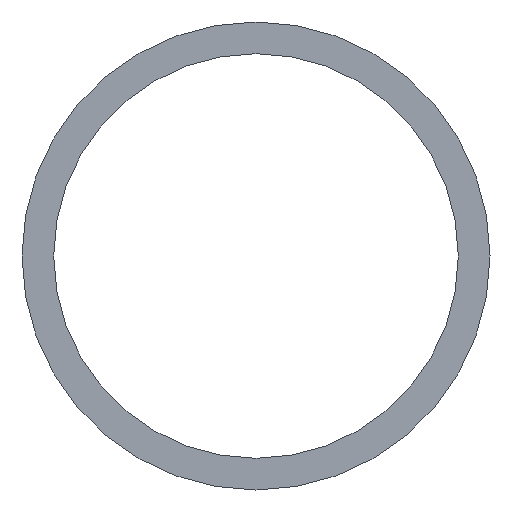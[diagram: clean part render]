
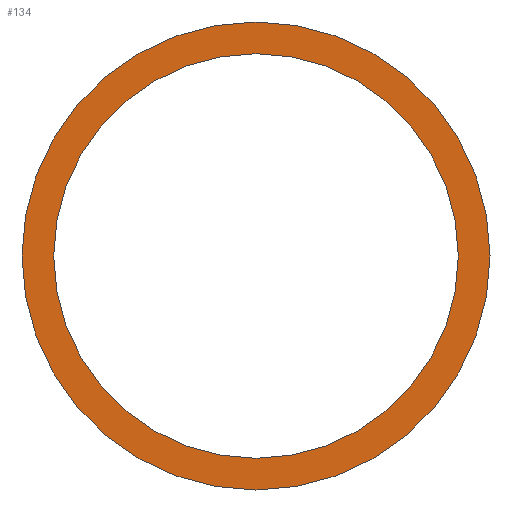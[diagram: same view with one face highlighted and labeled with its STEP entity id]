
A CAD part, left-side view. The second image highlights one B-rep face of the part: STEP entity #134.
In plain terms, the highlighted planar face has unit normal (-1, 0, 0).
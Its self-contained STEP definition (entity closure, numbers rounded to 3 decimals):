
#3 = CARTESIAN_POINT ( 'NONE',  ( 0., 0., -2.95 ) ) ;
#5 = EDGE_CURVE ( 'NONE', #81, #59, #7, .T. ) ;
#6 = FACE_OUTER_BOUND ( 'NONE', #73, .T. ) ;
#7 = CIRCLE ( 'NONE', #196, 2.55 ) ;
#8 = CARTESIAN_POINT ( 'NONE',  ( 0., 0., 0. ) ) ;
#10 = VERTEX_POINT ( 'NONE', #3 ) ;
#19 = AXIS2_PLACEMENT_3D ( 'NONE', #8, #185, #121 ) ;
#23 = DIRECTION ( 'NONE',  ( 0., 0., -1. ) ) ;
#36 = AXIS2_PLACEMENT_3D ( 'NONE', #37, #164, #23 ) ;
#37 = CARTESIAN_POINT ( 'NONE',  ( 0., 0., 0. ) ) ;
#40 = EDGE_LOOP ( 'NONE', ( #168, #42 ) ) ;
#42 = ORIENTED_EDGE ( 'NONE', *, *, #5, .T. ) ;
#46 = CARTESIAN_POINT ( 'NONE',  ( 0., 0., 2.55 ) ) ;
#58 = CARTESIAN_POINT ( 'NONE',  ( 0., 0., 0. ) ) ;
#59 = VERTEX_POINT ( 'NONE', #46 ) ;
#64 = FACE_BOUND ( 'NONE', #40, .T. ) ;
#66 = DIRECTION ( 'NONE',  ( 0., 0., -1. ) ) ;
#72 = ORIENTED_EDGE ( 'NONE', *, *, #167, .F. ) ;
#73 = EDGE_LOOP ( 'NONE', ( #79, #72 ) ) ;
#79 = ORIENTED_EDGE ( 'NONE', *, *, #176, .F. ) ;
#81 = VERTEX_POINT ( 'NONE', #113 ) ;
#100 = CARTESIAN_POINT ( 'NONE',  ( 0., 0., 2.95 ) ) ;
#113 = CARTESIAN_POINT ( 'NONE',  ( 0., 0., -2.55 ) ) ;
#115 = EDGE_CURVE ( 'NONE', #59, #81, #163, .T. ) ;
#116 = DIRECTION ( 'NONE',  ( 0., 0., -1. ) ) ;
#119 = DIRECTION ( 'NONE',  ( 1., 0., 0. ) ) ;
#121 = DIRECTION ( 'NONE',  ( 0., 0., -1. ) ) ;
#127 = DIRECTION ( 'NONE',  ( 0., 0., -1. ) ) ;
#134 = ADVANCED_FACE ( 'NONE', ( #6, #64 ), #178, .F. ) ;
#147 = CIRCLE ( 'NONE', #19, 2.95 ) ;
#149 = AXIS2_PLACEMENT_3D ( 'NONE', #189, #177, #66 ) ;
#151 = CARTESIAN_POINT ( 'NONE',  ( 0., 0., 0. ) ) ;
#153 = DIRECTION ( 'NONE',  ( 1., 0., 0. ) ) ;
#163 = CIRCLE ( 'NONE', #149, 2.55 ) ;
#164 = DIRECTION ( 'NONE',  ( 1., 0., 0. ) ) ;
#167 = EDGE_CURVE ( 'NONE', #10, #197, #147, .T. ) ;
#168 = ORIENTED_EDGE ( 'NONE', *, *, #115, .T. ) ;
#176 = EDGE_CURVE ( 'NONE', #197, #10, #184, .T. ) ;
#177 = DIRECTION ( 'NONE',  ( 1., 0., 0. ) ) ;
#178 = PLANE ( 'NONE',  #36 ) ;
#184 = CIRCLE ( 'NONE', #191, 2.95 ) ;
#185 = DIRECTION ( 'NONE',  ( 1., 0., 0. ) ) ;
#189 = CARTESIAN_POINT ( 'NONE',  ( 0., 0., 0. ) ) ;
#191 = AXIS2_PLACEMENT_3D ( 'NONE', #58, #119, #116 ) ;
#196 = AXIS2_PLACEMENT_3D ( 'NONE', #151, #153, #127 ) ;
#197 = VERTEX_POINT ( 'NONE', #100 ) ;
